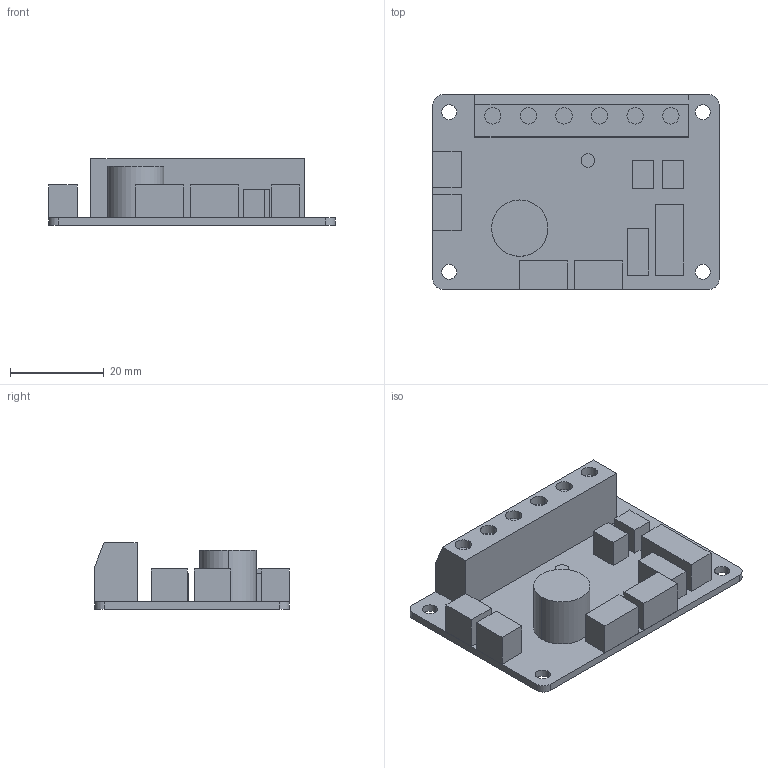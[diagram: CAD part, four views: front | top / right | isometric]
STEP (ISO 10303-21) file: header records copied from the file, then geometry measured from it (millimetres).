
FILE_DESCRIPTION (( 'STEP AP203' ), '1' );
FILE_NAME ('Rhino PCB.STEP', '2024-12-13T15:23:51', ( '' ), ( '' ), 'SwSTEP 2.0', 'SolidWorks 2024', '' );
FILE_SCHEMA (( 'CONFIG_CONTROL_DESIGN' ));
Length unit declared in the file: inch
Products named in the file (1): Rhino PCB
Bounding box: 60.96 x 41.4 x 14.2 mm (x, y, z)
Volume: 12375.8 mm3; surface area: 10933.1 mm2
Topology: 11 solids, 11 shells, 128 faces, 279 edges, 186 vertices
Faces by surface type: plane 100, cylinder 28
Entity records: 3554 total; most frequent: CARTESIAN_POINT 594, DIRECTION 593, ORIENTED_EDGE 558, EDGE_CURVE 279, LINE 223, VECTOR 223, VERTEX_POINT 186, AXIS2_PLACEMENT_3D 185
